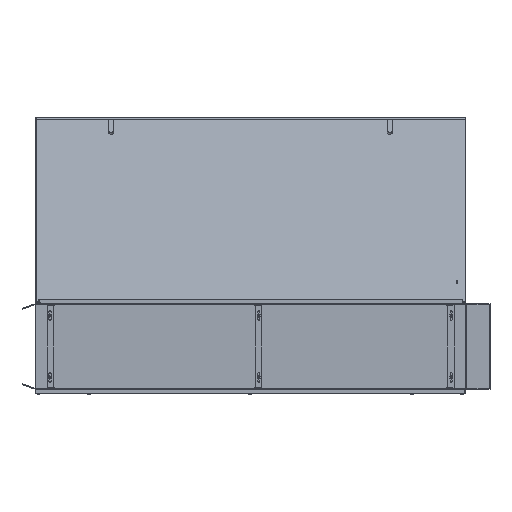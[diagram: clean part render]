
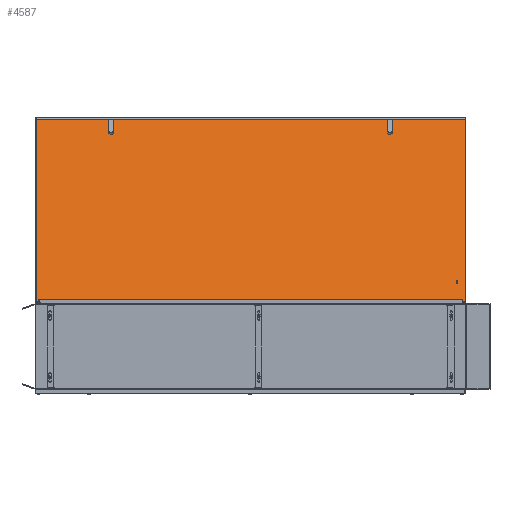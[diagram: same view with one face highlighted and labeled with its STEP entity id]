
A CAD part, left-side view. The second image highlights one B-rep face of the part: STEP entity #4587.
In plain terms, the highlighted face is planar.
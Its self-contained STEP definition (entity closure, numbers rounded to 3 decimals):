
#62 = ORIENTED_EDGE ( 'NONE', *, *, #2011, .F. ) ;
#365 = AXIS2_PLACEMENT_3D ( 'NONE', #6017, #17414, #2821 ) ;
#373 = VERTEX_POINT ( 'NONE', #19254 ) ;
#531 = ORIENTED_EDGE ( 'NONE', *, *, #17526, .F. ) ;
#1002 = EDGE_CURVE ( 'NONE', #10451, #3392, #1069, .T. ) ;
#1069 = CIRCLE ( 'NONE', #16688, 3. ) ;
#1270 = ORIENTED_EDGE ( 'NONE', *, *, #17457, .T. ) ;
#1369 = FACE_BOUND ( 'NONE', #4842, .T. ) ;
#1395 = FACE_OUTER_BOUND ( 'NONE', #5376, .T. ) ;
#1461 = DIRECTION ( 'NONE',  ( 1., 0., 0. ) ) ;
#1727 = DIRECTION ( 'NONE',  ( 0., 0., -1. ) ) ;
#2011 = EDGE_CURVE ( 'NONE', #373, #19058, #18499, .T. ) ;
#2579 = EDGE_CURVE ( 'NONE', #13399, #5685, #6264, .T. ) ;
#2716 = LINE ( 'NONE', #18967, #16195 ) ;
#2821 = DIRECTION ( 'NONE',  ( 1., 0., 0. ) ) ;
#2992 = CARTESIAN_POINT ( 'NONE',  ( -396., 896., -1. ) ) ;
#3069 = CIRCLE ( 'NONE', #16495, 3. ) ;
#3392 = VERTEX_POINT ( 'NONE', #11774 ) ;
#3429 = PLANE ( 'NONE',  #13891 ) ;
#3573 = DIRECTION ( 'NONE',  ( 1., 0., 0. ) ) ;
#4077 = CARTESIAN_POINT ( 'NONE',  ( 0., -896., -1. ) ) ;
#4231 = ORIENTED_EDGE ( 'NONE', *, *, #1002, .F. ) ;
#4238 = CARTESIAN_POINT ( 'NONE',  ( 396., 0., -1. ) ) ;
#4548 = ORIENTED_EDGE ( 'NONE', *, *, #12082, .F. ) ;
#4587 = ADVANCED_FACE ( 'NONE', ( #1369, #20196, #1395, #15887 ), #3429, .F. ) ;
#4828 = CARTESIAN_POINT ( 'NONE',  ( -330.5, -582., -1. ) ) ;
#4842 = EDGE_LOOP ( 'NONE', ( #11323, #8525 ) ) ;
#4906 = AXIS2_PLACEMENT_3D ( 'NONE', #13407, #16603, #13261 ) ;
#5376 = EDGE_LOOP ( 'NONE', ( #4548, #14090, #62, #531 ) ) ;
#5439 = DIRECTION ( 'NONE',  ( 1., 0., 0. ) ) ;
#5451 = VERTEX_POINT ( 'NONE', #2992 ) ;
#5576 = DIRECTION ( 'NONE',  ( 0., 0., 1. ) ) ;
#5659 = DIRECTION ( 'NONE',  ( 0., 0., -1. ) ) ;
#5669 = LINE ( 'NONE', #4077, #14832 ) ;
#5685 = VERTEX_POINT ( 'NONE', #18599 ) ;
#6017 = CARTESIAN_POINT ( 'NONE',  ( -342., 582., -1. ) ) ;
#6057 = EDGE_CURVE ( 'NONE', #20866, #16413, #18609, .T. ) ;
#6101 = DIRECTION ( 'NONE',  ( 0., -1., 0. ) ) ;
#6264 = CIRCLE ( 'NONE', #365, 11.5 ) ;
#6875 = EDGE_CURVE ( 'NONE', #3392, #10451, #3069, .T. ) ;
#7268 = DIRECTION ( 'NONE',  ( 1., 0., 0. ) ) ;
#7352 = DIRECTION ( 'NONE',  ( 1., 0., 0. ) ) ;
#7416 = CIRCLE ( 'NONE', #12212, 11.5 ) ;
#8525 = ORIENTED_EDGE ( 'NONE', *, *, #6057, .T. ) ;
#9598 = DIRECTION ( 'NONE',  ( 0., 0., 1. ) ) ;
#9937 = DIRECTION ( 'NONE',  ( 1., 0., 0. ) ) ;
#9950 = EDGE_CURVE ( 'NONE', #19058, #5451, #13270, .T. ) ;
#10451 = VERTEX_POINT ( 'NONE', #16554 ) ;
#10703 = VECTOR ( 'NONE', #11867, 1000. ) ;
#11034 = CARTESIAN_POINT ( 'NONE',  ( -353.5, -582., -1. ) ) ;
#11323 = ORIENTED_EDGE ( 'NONE', *, *, #18870, .T. ) ;
#11371 = CARTESIAN_POINT ( 'NONE',  ( 312., -862., -1. ) ) ;
#11774 = CARTESIAN_POINT ( 'NONE',  ( 309., -862., -1. ) ) ;
#11867 = DIRECTION ( 'NONE',  ( -1., 0., 0. ) ) ;
#11918 = ORIENTED_EDGE ( 'NONE', *, *, #2579, .T. ) ;
#12082 = EDGE_CURVE ( 'NONE', #5451, #18442, #2716, .T. ) ;
#12108 = EDGE_LOOP ( 'NONE', ( #11918, #1270 ) ) ;
#12212 = AXIS2_PLACEMENT_3D ( 'NONE', #15324, #5576, #5439 ) ;
#12668 = AXIS2_PLACEMENT_3D ( 'NONE', #20722, #9598, #1461 ) ;
#13261 = DIRECTION ( 'NONE',  ( 1., 0., 0. ) ) ;
#13270 = LINE ( 'NONE', #20034, #10703 ) ;
#13399 = VERTEX_POINT ( 'NONE', #18309 ) ;
#13407 = CARTESIAN_POINT ( 'NONE',  ( -342., -582., -1. ) ) ;
#13891 = AXIS2_PLACEMENT_3D ( 'NONE', #19814, #16654, #9937 ) ;
#14090 = ORIENTED_EDGE ( 'NONE', *, *, #9950, .F. ) ;
#14470 = VECTOR ( 'NONE', #18741, 1000. ) ;
#14832 = VECTOR ( 'NONE', #7268, 1000. ) ;
#15324 = CARTESIAN_POINT ( 'NONE',  ( -342., 582., -1. ) ) ;
#15887 = FACE_BOUND ( 'NONE', #18165, .T. ) ;
#16195 = VECTOR ( 'NONE', #6101, 1000. ) ;
#16413 = VERTEX_POINT ( 'NONE', #4828 ) ;
#16495 = AXIS2_PLACEMENT_3D ( 'NONE', #17268, #5659, #7352 ) ;
#16554 = CARTESIAN_POINT ( 'NONE',  ( 315., -862., -1. ) ) ;
#16603 = DIRECTION ( 'NONE',  ( 0., 0., 1. ) ) ;
#16654 = DIRECTION ( 'NONE',  ( 0., 0., 1. ) ) ;
#16688 = AXIS2_PLACEMENT_3D ( 'NONE', #11371, #1727, #3573 ) ;
#17268 = CARTESIAN_POINT ( 'NONE',  ( 312., -862., -1. ) ) ;
#17414 = DIRECTION ( 'NONE',  ( 0., 0., 1. ) ) ;
#17457 = EDGE_CURVE ( 'NONE', #5685, #13399, #7416, .T. ) ;
#17526 = EDGE_CURVE ( 'NONE', #18442, #373, #5669, .T. ) ;
#18165 = EDGE_LOOP ( 'NONE', ( #4231, #18683 ) ) ;
#18309 = CARTESIAN_POINT ( 'NONE',  ( -330.5, 582., -1. ) ) ;
#18442 = VERTEX_POINT ( 'NONE', #19046 ) ;
#18499 = LINE ( 'NONE', #4238, #14470 ) ;
#18582 = CIRCLE ( 'NONE', #12668, 11.5 ) ;
#18599 = CARTESIAN_POINT ( 'NONE',  ( -353.5, 582., -1. ) ) ;
#18609 = CIRCLE ( 'NONE', #4906, 11.5 ) ;
#18683 = ORIENTED_EDGE ( 'NONE', *, *, #6875, .F. ) ;
#18741 = DIRECTION ( 'NONE',  ( 0., 1., 0. ) ) ;
#18870 = EDGE_CURVE ( 'NONE', #16413, #20866, #18582, .T. ) ;
#18967 = CARTESIAN_POINT ( 'NONE',  ( -396., 0., -1. ) ) ;
#19046 = CARTESIAN_POINT ( 'NONE',  ( -396., -896., -1. ) ) ;
#19058 = VERTEX_POINT ( 'NONE', #19415 ) ;
#19254 = CARTESIAN_POINT ( 'NONE',  ( 396., -896., -1. ) ) ;
#19415 = CARTESIAN_POINT ( 'NONE',  ( 396., 896., -1. ) ) ;
#19814 = CARTESIAN_POINT ( 'NONE',  ( 0., 0., -1. ) ) ;
#20034 = CARTESIAN_POINT ( 'NONE',  ( 0., 896., -1. ) ) ;
#20196 = FACE_BOUND ( 'NONE', #12108, .T. ) ;
#20722 = CARTESIAN_POINT ( 'NONE',  ( -342., -582., -1. ) ) ;
#20866 = VERTEX_POINT ( 'NONE', #11034 ) ;
